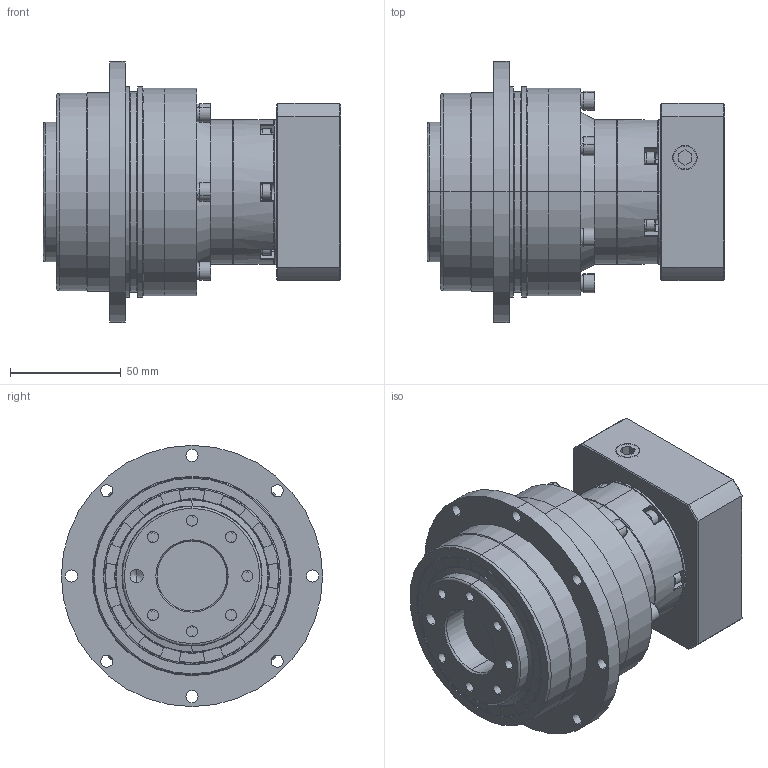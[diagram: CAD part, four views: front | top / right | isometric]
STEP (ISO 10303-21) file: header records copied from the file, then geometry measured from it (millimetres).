
FILE_DESCRIPTION (( 'STEP AP203' ), '1' );
FILE_NAME ('FAD090D-L2-19-70-90-M5-42.STEP', '2021-05-04T09:46:57', ( '微软用户' ), ( '微软中国' ), 'SwSTEP 2.0', 'SolidWorks 2016', '' );
FILE_SCHEMA (( 'CONFIG_CONTROL_DESIGN' ));
Length unit declared in the file: millimetre
Products named in the file (12): M4-10樓粟菜; 6-输入端壳体FAD064M1; 输入太阳齿轮060M1-19; 坶踡遠23-43.5-12(1); 蚐猾63807; 13-镂空输入法兰FAD064M1-70-90-M5; 一级内齿圈壳体FAD060D; 楊擘耜謂蹟佪M12; 输出内齿圈壳体FAD090D; FAD090D-L2-19-70-90-M5-42; 怀堤俴陎殤FAD090D; M5-12樓粟菜
Assembly tree (27 placements, depth 2):
  FAD090D-L2-19-70-90-M5-42
    蚐猾63807
    一级内齿圈壳体FAD060D
    输出内齿圈壳体FAD090D
    怀堤俴陎殤FAD090D
    M5-12樓粟菜  x6
    M4-10樓粟菜  x12
    6-输入端壳体FAD064M1
    输入太阳齿轮060M1-19
    坶踡遠23-43.5-12(1)
    13-镂空输入法兰FAD064M1-70-90-M5
    楊擘耜謂蹟佪M12
Bounding box: 134.5 x 118 x 118 mm (x, y, z)
Volume: 782187.4 mm3; surface area: 156394.1 mm2
Topology: 10 solids, 46 shells, 1294 faces, 3142 edges, 1933 vertices
Faces by surface type: cylinder 481, plane 403, cone 240, torus 90, bspline 80
Entity records: 34215 total; most frequent: CARTESIAN_POINT 13334, DIRECTION 4240, ORIENTED_EDGE 3841, EDGE_CURVE 1927, AXIS2_PLACEMENT_3D 1742, VERTEX_POINT 1206, EDGE_LOOP 963, CIRCLE 935
